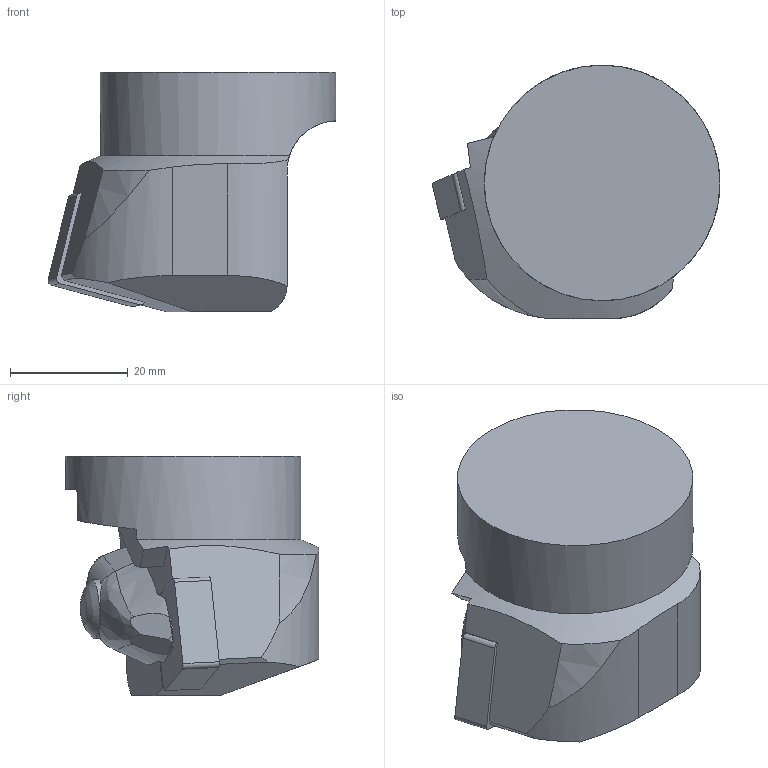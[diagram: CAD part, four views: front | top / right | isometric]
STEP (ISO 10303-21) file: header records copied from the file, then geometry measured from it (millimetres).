
FILE_DESCRIPTION(/* description */ (''),/* implementation_level */ '2;1');
FILE_NAME(/* name */ '1641969646385.stp',/* time_stamp */ '2022-01-12T12:11:16+06:00',/* author */ (''),/* organization */ ('SMS'),/* preprocessor_version */ 'ST-DEVELOPER v16.7',/* originating_system */ 'SIEMENS PLM Software NX 12.0',/* authorisation */ '');
FILE_SCHEMA (('AUTOMOTIVE_DESIGN { 1 0 10303 214 3 1 1 1 }'));
Length unit declared in the file: millimetre
Products named in the file (4): IsoTurningInsert; ASSEMBLY_CONSTRUCTION; 201957522mod000_01; 201957521mod000_01
Assembly tree (3 placements, depth 2):
  201957521mod000_01
    201957522mod000_01
    ASSEMBLY_CONSTRUCTION
    IsoTurningInsert
Bounding box: 48.87 x 43 x 40.67 mm (x, y, z)
Volume: 42008.9 mm3; surface area: 9447.2 mm2
Topology: 2 solids, 2 shells, 77 faces, 219 edges, 152 vertices
Faces by surface type: plane 42, cylinder 25, bspline 7, cone 2, sphere 1
Full cylindrical faces by diameter (mm): 6 x1, 6.35 x2, 40 x1
Entity records: 3009 total; most frequent: CARTESIAN_POINT 961, ORIENTED_EDGE 418, DIRECTION 370, EDGE_CURVE 209, VERTEX_POINT 141, AXIS2_PLACEMENT_3D 138, LINE 94, VECTOR 94
